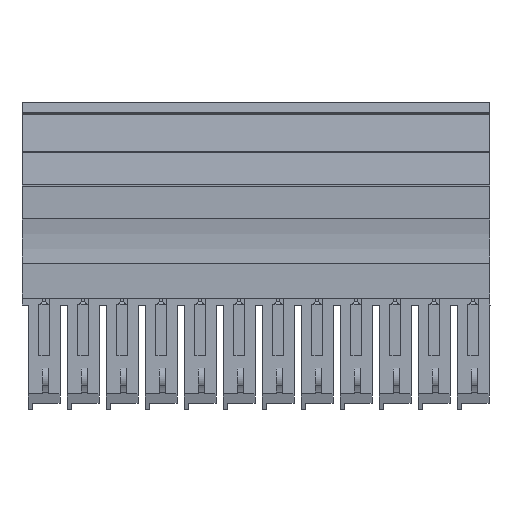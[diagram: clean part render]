
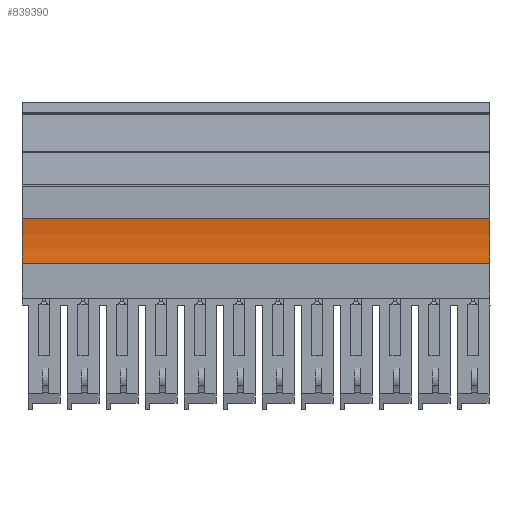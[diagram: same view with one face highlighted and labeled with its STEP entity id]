
A CAD part, front view. The second image highlights one B-rep face of the part: STEP entity #839390.
In plain terms, the highlighted cylindrical face has radius 20.567 mm (diameter 41.133 mm), a partial arc.
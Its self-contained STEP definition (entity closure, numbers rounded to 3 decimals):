
#60=CARTESIAN_POINT('',(28.517,-5.451,
69.2));
#70=DIRECTION('',(0.,0.,1.));
#80=DIRECTION('',(-1.,0.,0.));
#90=AXIS2_PLACEMENT_3D('',#60,#70,#80);
#100=CIRCLE('',#90,20.567);
#110=CARTESIAN_POINT('',(8.25,-1.951,
69.2));
#120=VERTEX_POINT('',#110);
#130=CARTESIAN_POINT('',(8.25,-8.951,
69.2));
#140=VERTEX_POINT('',#130);
#150=EDGE_CURVE('',#120,#140,#100,.T.);
#5190=CARTESIAN_POINT('',(8.25,-8.951,
-4.6));
#5200=VERTEX_POINT('',#5190);
#5230=CARTESIAN_POINT('',(28.517,-5.451,
-4.6));
#5240=DIRECTION('',(0.,0.,1.));
#5250=DIRECTION('',(-1.,0.,0.));
#5260=AXIS2_PLACEMENT_3D('',#5230,#5240,#5250);
#5270=CIRCLE('',#5260,20.567);
#5280=CARTESIAN_POINT('',(8.25,-1.951,
-4.6));
#5290=VERTEX_POINT('',#5280);
#5300=EDGE_CURVE('',#5290,#5200,#5270,.T.);
#819210=CARTESIAN_POINT('',(8.25,-8.951,
69.2));
#819220=DIRECTION('',(0.,0.,1.));
#819230=VECTOR('',#819220,1.);
#819240=LINE('',#819210,#819230);
#819250=EDGE_CURVE('',#5200,#140,#819240,.T.);
#839230=CARTESIAN_POINT('',(28.517,-5.451,
69.2));
#839240=DIRECTION('',(0.,0.,1.));
#839250=DIRECTION('',(-1.,0.,0.));
#839260=AXIS2_PLACEMENT_3D('',#839230,#839240,#839250);
#839270=CYLINDRICAL_SURFACE('',#839260,20.567);
#839280=ORIENTED_EDGE('',*,*,#150,.T.);
#839290=CARTESIAN_POINT('',(8.25,-1.951,
69.2));
#839300=DIRECTION('',(0.,0.,1.));
#839310=VECTOR('',#839300,1.);
#839320=LINE('',#839290,#839310);
#839330=EDGE_CURVE('',#5290,#120,#839320,.T.);
#839340=ORIENTED_EDGE('',*,*,#839330,.T.);
#839350=ORIENTED_EDGE('',*,*,#5300,.F.);
#839360=ORIENTED_EDGE('',*,*,#819250,.F.);
#839370=EDGE_LOOP('',(#839360,#839350,#839340,#839280));
#839380=FACE_OUTER_BOUND('',#839370,.T.);
#839390=ADVANCED_FACE('',(#839380),#839270,.F.);
